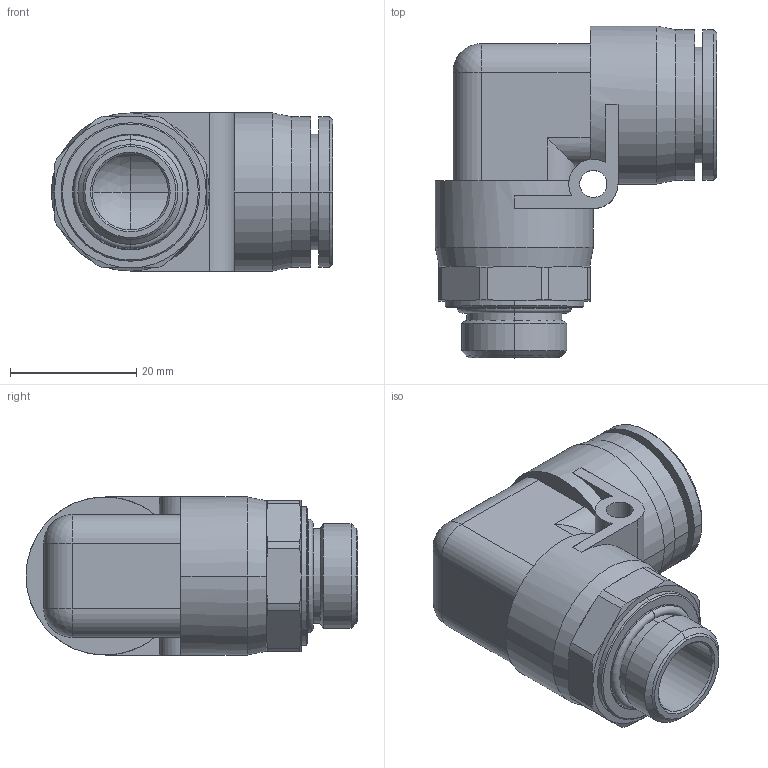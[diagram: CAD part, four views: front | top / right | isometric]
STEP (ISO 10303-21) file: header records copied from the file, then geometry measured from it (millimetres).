
FILE_DESCRIPTION(( 'RT.18.16.38.stp' ), '1');
FILE_NAME( 'RT.18.16.38.stp', '2018-10-08T14:48:09',( 'Sopra'),('sopra-pneumatic.com'), 'SwSTEP 2.0','SolidWorks 2009','' );
FILE_SCHEMA(('CONFIG_CONTROL_DESIGN'));
Length unit declared in the file: millimetre
Products named in the file (1): 342029B_930P-16-3-8
Bounding box: 44.5 x 52.5 x 25 mm (x, y, z)
Volume: 18466.3 mm3; surface area: 10597.9 mm2
Topology: 2 solids, 3 shells, 123 faces, 294 edges, 178 vertices
Faces by surface type: cylinder 46, plane 35, cone 34, sphere 4, torus 4
Entity records: 3737 total; most frequent: CARTESIAN_POINT 821, DIRECTION 636, ORIENTED_EDGE 578, EDGE_CURVE 292, AXIS2_PLACEMENT_3D 264, VERTEX_POINT 178, CIRCLE 140, EDGE_LOOP 134
